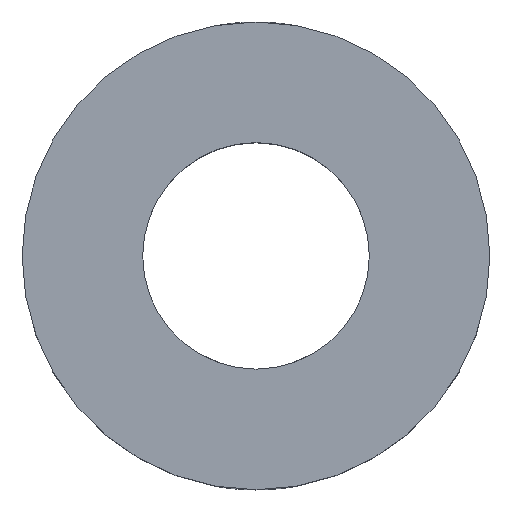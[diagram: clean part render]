
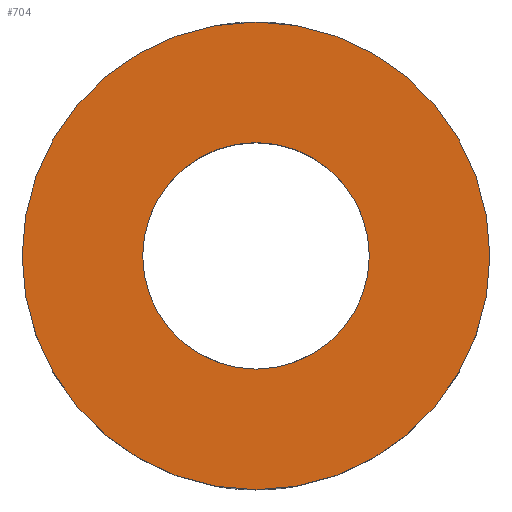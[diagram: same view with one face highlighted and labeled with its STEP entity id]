
A CAD part, top view. The second image highlights one B-rep face of the part: STEP entity #704.
In plain terms, the highlighted planar face has unit normal (0, 0, 1).
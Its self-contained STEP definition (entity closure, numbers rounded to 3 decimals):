
#19=FACE_BOUND('',#108,.T.);
#21=CIRCLE('',#750,12.5);
#23=CIRCLE('',#754,6.055);
#27=PLANE('',#757);
#66=FACE_OUTER_BOUND('',#107,.T.);
#107=EDGE_LOOP('',(#634));
#108=EDGE_LOOP('',(#635));
#311=VERTEX_POINT('',#2796);
#314=VERTEX_POINT('',#2838);
#415=EDGE_CURVE('',#311,#311,#21,.T.);
#419=EDGE_CURVE('',#314,#314,#23,.T.);
#634=ORIENTED_EDGE('',*,*,#415,.T.);
#635=ORIENTED_EDGE('',*,*,#419,.T.);
#704=ADVANCED_FACE('',(#66,#19),#27,.T.);
#750=AXIS2_PLACEMENT_3D('',#2797,#849,#850);
#754=AXIS2_PLACEMENT_3D('',#2839,#858,#859);
#757=AXIS2_PLACEMENT_3D('',#2880,#866,#867);
#849=DIRECTION('center_axis',(0.,0.,1.));
#850=DIRECTION('ref_axis',(1.,0.,0.));
#858=DIRECTION('center_axis',(0.,0.,-1.));
#859=DIRECTION('ref_axis',(1.,0.,0.));
#866=DIRECTION('center_axis',(0.,0.,1.));
#867=DIRECTION('ref_axis',(1.,0.,0.));
#2796=CARTESIAN_POINT('',(-12.5,0.,7.5));
#2797=CARTESIAN_POINT('Origin',(0.,0.,7.5));
#2838=CARTESIAN_POINT('',(-6.055,0.,7.5));
#2839=CARTESIAN_POINT('Origin',(0.,0.,7.5));
#2880=CARTESIAN_POINT('Origin',(0.,0.,7.5));
